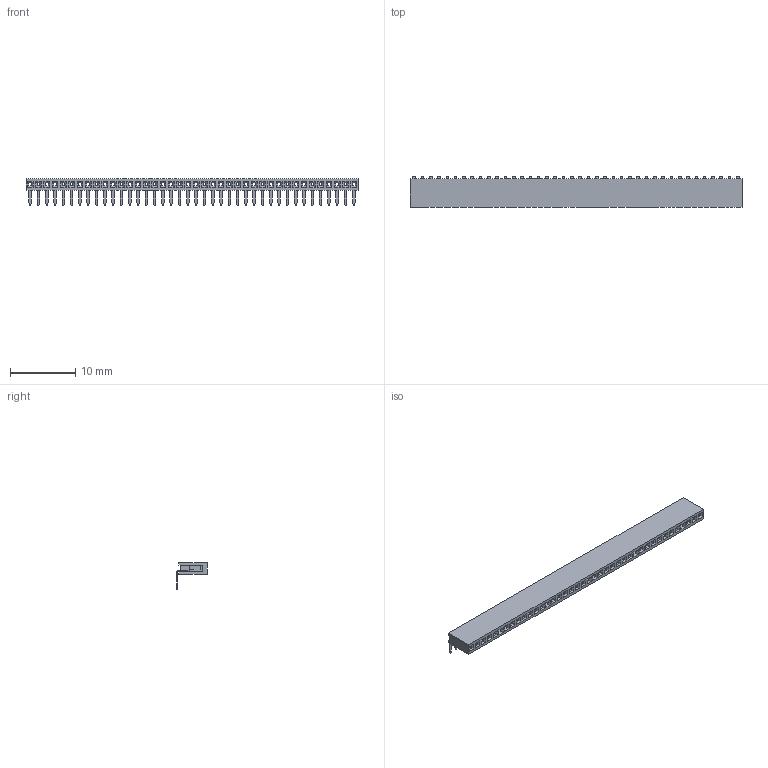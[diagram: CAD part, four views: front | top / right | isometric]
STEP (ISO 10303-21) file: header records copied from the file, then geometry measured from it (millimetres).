
FILE_DESCRIPTION(('STEP AP214'), '1');
FILE_NAME('PBS1.27-R', '', ('UNSPECIFIED'), ('UNSPECIFIED'), 'ASCON STEP Converter 1.6', 'ASCON Math Kernel', '');
FILE_SCHEMA(('AUTOMOTIVE_DESIGN { 1 0 10303 214 3 1 1}'));
Length unit declared in the file: millimetre
Bounding box: 50.8 x 4.7 x 4.1 mm (x, y, z)
Volume: 289.1 mm3; surface area: 2025.9 mm2
Topology: 41 solids, 41 shells, 2370 faces, 6384 edges, 4096 vertices
Faces by surface type: plane 2010, cylinder 360
Entity records: 92128 total; most frequent: CARTESIAN_POINT 12851, ORIENTED_EDGE 12768, DIRECTION 11846, EDGE_CURVE 6384, LINE 5664, VECTOR 5664, VERTEX_POINT 4096, AXIS2_PLACEMENT_3D 3091
